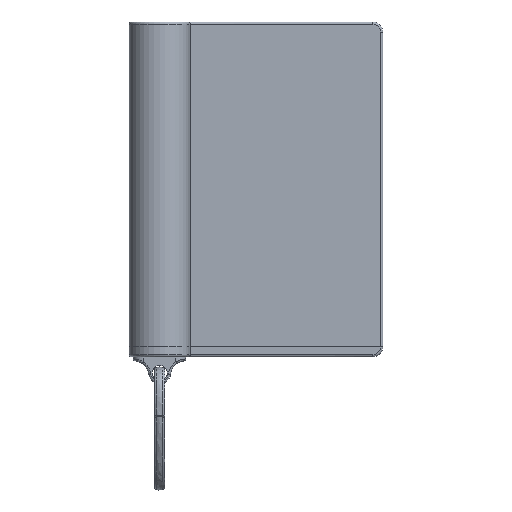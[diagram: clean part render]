
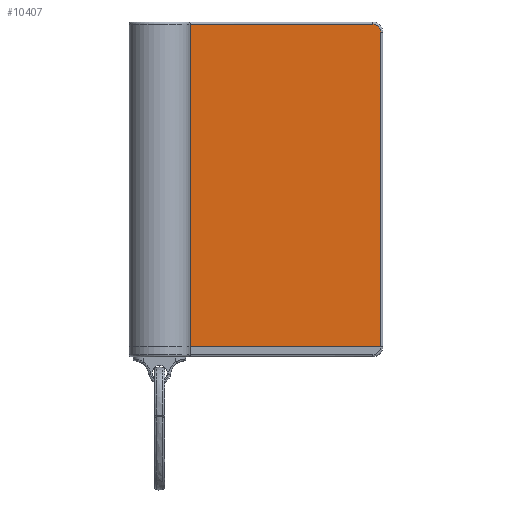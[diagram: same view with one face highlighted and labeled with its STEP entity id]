
A CAD part, front view. The second image highlights one B-rep face of the part: STEP entity #10407.
In plain terms, the highlighted planar face has unit normal (0, -1, 0).
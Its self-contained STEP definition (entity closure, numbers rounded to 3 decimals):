
#594=CIRCLE('',#11202,4.);
#1052=FACE_OUTER_BOUND('',#1645,.T.);
#1645=EDGE_LOOP('',(#8351,#8352,#8353,#8354,#8355));
#2567=LINE('',#16119,#3706);
#2594=LINE('',#16210,#3733);
#2595=LINE('',#16213,#3734);
#2596=LINE('',#16214,#3735);
#3706=VECTOR('',#13148,10.);
#3733=VECTOR('',#13235,10.);
#3734=VECTOR('',#13238,10.);
#3735=VECTOR('',#13239,10.);
#4689=VERTEX_POINT('',#16114);
#4690=VERTEX_POINT('',#16118);
#4691=VERTEX_POINT('',#16122);
#4724=VERTEX_POINT('',#16208);
#4725=VERTEX_POINT('',#16212);
#5967=EDGE_CURVE('',#4689,#4690,#2567,.T.);
#5971=EDGE_CURVE('',#4690,#4691,#594,.T.);
#6011=EDGE_CURVE('',#4724,#4689,#2594,.T.);
#6012=EDGE_CURVE('',#4725,#4724,#2595,.T.);
#6013=EDGE_CURVE('',#4691,#4725,#2596,.T.);
#8351=ORIENTED_EDGE('',*,*,#6011,.F.);
#8352=ORIENTED_EDGE('',*,*,#6012,.F.);
#8353=ORIENTED_EDGE('',*,*,#6013,.F.);
#8354=ORIENTED_EDGE('',*,*,#5971,.F.);
#8355=ORIENTED_EDGE('',*,*,#5967,.F.);
#9936=PLANE('',#11228);
#10407=ADVANCED_FACE('',(#1052),#9936,.T.);
#11202=AXIS2_PLACEMENT_3D('',#16126,#13157,#13158);
#11228=AXIS2_PLACEMENT_3D('',#16211,#13236,#13237);
#13148=DIRECTION('',(1.,0.,0.));
#13157=DIRECTION('center_axis',(0.,1.,0.));
#13158=DIRECTION('ref_axis',(0.707,0.,0.707));
#13235=DIRECTION('',(0.,0.,1.));
#13236=DIRECTION('center_axis',(0.,-1.,0.));
#13237=DIRECTION('ref_axis',(1.,0.,0.));
#13238=DIRECTION('',(-1.,0.,0.));
#13239=DIRECTION('',(0.,0.,-1.));
#16114=CARTESIAN_POINT('',(-43.,-1.806,79.));
#16118=CARTESIAN_POINT('',(47.,-1.806,79.));
#16119=CARTESIAN_POINT('',(-26.75,-1.806,79.));
#16122=CARTESIAN_POINT('',(51.,-1.806,75.));
#16126=CARTESIAN_POINT('Origin',(47.,-1.806,75.));
#16208=CARTESIAN_POINT('',(-43.,-1.806,-80.));
#16210=CARTESIAN_POINT('',(-43.,-1.806,0.));
#16211=CARTESIAN_POINT('Origin',(-43.,-1.806,0.));
#16212=CARTESIAN_POINT('',(51.,-1.806,-80.));
#16213=CARTESIAN_POINT('',(-26.75,-1.806,-80.));
#16214=CARTESIAN_POINT('',(51.,-1.806,0.));
